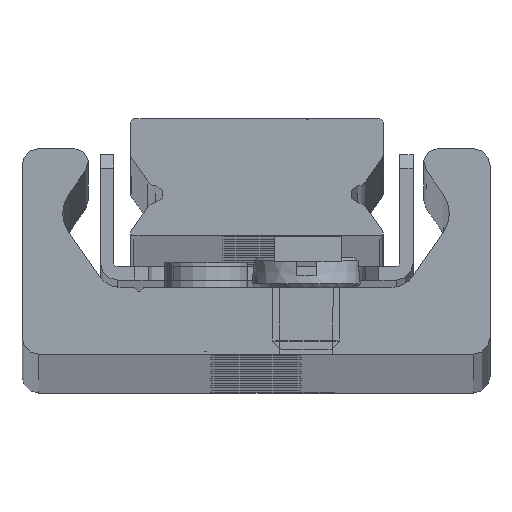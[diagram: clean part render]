
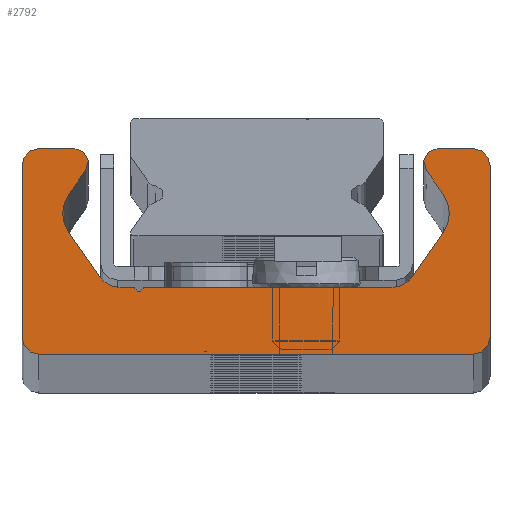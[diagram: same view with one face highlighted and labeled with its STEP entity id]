
A CAD part, top view. The second image highlights one B-rep face of the part: STEP entity #2792.
In plain terms, the highlighted planar face has unit normal (0, 0, 1).
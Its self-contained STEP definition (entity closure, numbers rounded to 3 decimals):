
#1838=CARTESIAN_POINT('',(7.0,0.0,1330.0));
#1839=VERTEX_POINT('',#1838);
#1840=CARTESIAN_POINT('',(6.,1.0,1330.0));
#1841=VERTEX_POINT('',#1840);
#1842=CARTESIAN_POINT('',(7.0,1.0,1330.0));
#1843=DIRECTION('',(0.0,0.0,-1.0));
#1844=DIRECTION('',(-1.0,0.0,0.0));
#1845=AXIS2_PLACEMENT_3D('',#1842,#1843,#1844);
#1846=CIRCLE('',#1845,1.0);
#1847=EDGE_CURVE('',#1839,#1841,#1846,.T.);
#1880=CARTESIAN_POINT('',(6.,11.3,1330.0));
#1881=VERTEX_POINT('',#1880);
#1882=CARTESIAN_POINT('',(6.,1.0,1330.0));
#1883=DIRECTION('',(0.0,1.0,0.0));
#1884=VECTOR('',#1883,10.3);
#1885=LINE('',#1882,#1884);
#1886=EDGE_CURVE('',#1841,#1881,#1885,.T.);
#1911=CARTESIAN_POINT('',(7.0,12.3,1330.0));
#1912=VERTEX_POINT('',#1911);
#1913=CARTESIAN_POINT('',(7.0,11.3,1330.0));
#1914=DIRECTION('',(0.0,0.0,-1.0));
#1915=DIRECTION('',(0.0,1.0,0.0));
#1916=AXIS2_PLACEMENT_3D('',#1913,#1914,#1915);
#1917=CIRCLE('',#1916,1.);
#1918=EDGE_CURVE('',#1881,#1912,#1917,.T.);
#1944=CARTESIAN_POINT('',(9.17,12.3,1330.0));
#1945=VERTEX_POINT('',#1944);
#1946=CARTESIAN_POINT('',(7.0,12.3,1330.0));
#1947=DIRECTION('',(1.0,0.0,0.0));
#1948=VECTOR('',#1947,2.17);
#1949=LINE('',#1946,#1948);
#1950=EDGE_CURVE('',#1912,#1945,#1949,.T.);
#1975=CARTESIAN_POINT('',(9.826,11.041,1330.0));
#1976=VERTEX_POINT('',#1975);
#1977=CARTESIAN_POINT('',(9.17,11.5,1330.0));
#1978=DIRECTION('',(0.0,0.0,-1.0));
#1979=DIRECTION('',(0.819,-0.574,0.0));
#1980=AXIS2_PLACEMENT_3D('',#1977,#1978,#1979);
#1981=CIRCLE('',#1980,0.8);
#1982=EDGE_CURVE('',#1945,#1976,#1981,.T.);
#2008=CARTESIAN_POINT('',(8.794,9.567,1330.0));
#2009=VERTEX_POINT('',#2008);
#2010=CARTESIAN_POINT('',(9.826,11.041,1330.0));
#2011=DIRECTION('',(-0.574,-0.819,0.0));
#2012=VECTOR('',#2011,1.799);
#2013=LINE('',#2010,#2012);
#2014=EDGE_CURVE('',#1976,#2009,#2013,.T.);
#2039=CARTESIAN_POINT('',(8.794,7.273,1330.0));
#2040=VERTEX_POINT('',#2039);
#2041=CARTESIAN_POINT('',(10.432,8.42,1330.0));
#2042=DIRECTION('',(0.0,0.0,1.0));
#2043=DIRECTION('',(0.819,-0.574,0.0));
#2044=AXIS2_PLACEMENT_3D('',#2041,#2042,#2043);
#2045=CIRCLE('',#2044,2.0);
#2046=EDGE_CURVE('',#2009,#2040,#2045,.T.);
#2072=CARTESIAN_POINT('',(10.637,4.64,1330.0));
#2073=VERTEX_POINT('',#2072);
#2074=CARTESIAN_POINT('',(8.794,7.273,1330.0));
#2075=DIRECTION('',(0.574,-0.819,0.0));
#2076=VECTOR('',#2075,3.215);
#2077=LINE('',#2074,#2076);
#2078=EDGE_CURVE('',#2040,#2073,#2077,.T.);
#2103=CARTESIAN_POINT('',(11.866,4.0,1330.0));
#2104=VERTEX_POINT('',#2103);
#2105=CARTESIAN_POINT('',(11.866,5.5,1330.0));
#2106=DIRECTION('',(0.0,0.0,1.0));
#2107=DIRECTION('',(0.819,0.574,0.0));
#2108=AXIS2_PLACEMENT_3D('',#2105,#2106,#2107);
#2109=CIRCLE('',#2108,1.5);
#2110=EDGE_CURVE('',#2073,#2104,#2109,.T.);
#2136=CARTESIAN_POINT('',(12.665,4.0,1330.0));
#2137=VERTEX_POINT('',#2136);
#2138=CARTESIAN_POINT('',(11.866,4.0,1330.0));
#2139=DIRECTION('',(1.0,0.0,0.0));
#2140=VECTOR('',#2139,0.798);
#2141=LINE('',#2138,#2140);
#2142=EDGE_CURVE('',#2104,#2137,#2141,.T.);
#2167=CARTESIAN_POINT('',(12.76,3.929,1330.0));
#2168=VERTEX_POINT('',#2167);
#2169=CARTESIAN_POINT('',(12.665,3.9,1330.0));
#2170=DIRECTION('',(0.0,0.0,-1.0));
#2171=DIRECTION('',(0.958,0.286,0.0));
#2172=AXIS2_PLACEMENT_3D('',#2169,#2170,#2171);
#2173=CIRCLE('',#2172,0.1);
#2174=EDGE_CURVE('',#2137,#2168,#2173,.T.);
#2200=CARTESIAN_POINT('',(13.24,3.929,1330.0));
#2201=VERTEX_POINT('',#2200);
#2202=CARTESIAN_POINT('',(13.,4.0,1330.0));
#2203=DIRECTION('',(0.0,0.0,1.));
#2204=DIRECTION('',(0.958,0.286,0.0));
#2205=AXIS2_PLACEMENT_3D('',#2202,#2203,#2204);
#2206=CIRCLE('',#2205,0.25);
#2207=EDGE_CURVE('',#2168,#2201,#2206,.T.);
#2233=CARTESIAN_POINT('',(13.335,4.0,1330.0));
#2234=VERTEX_POINT('',#2233);
#2235=CARTESIAN_POINT('',(13.335,3.9,1330.0));
#2236=DIRECTION('',(0.0,0.0,-1.0));
#2237=DIRECTION('',(0.0,1.0,0.0));
#2238=AXIS2_PLACEMENT_3D('',#2235,#2236,#2237);
#2239=CIRCLE('',#2238,0.1);
#2240=EDGE_CURVE('',#2201,#2234,#2239,.T.);
#2266=CARTESIAN_POINT('',(28.134,4.,1330.0));
#2267=VERTEX_POINT('',#2266);
#2268=CARTESIAN_POINT('',(13.335,4.0,1330.0));
#2269=DIRECTION('',(1.0,0.0,0.0));
#2270=VECTOR('',#2269,14.798);
#2271=LINE('',#2268,#2270);
#2272=EDGE_CURVE('',#2234,#2267,#2271,.T.);
#2360=CARTESIAN_POINT('',(29.363,4.64,1330.0));
#2361=VERTEX_POINT('',#2360);
#2362=CARTESIAN_POINT('',(28.134,5.5,1330.0));
#2363=DIRECTION('',(0.0,0.0,1.0));
#2364=DIRECTION('',(0.0,1.0,0.0));
#2365=AXIS2_PLACEMENT_3D('',#2362,#2363,#2364);
#2366=CIRCLE('',#2365,1.5);
#2367=EDGE_CURVE('',#2267,#2361,#2366,.T.);
#2393=CARTESIAN_POINT('',(31.206,7.273,1330.0));
#2394=VERTEX_POINT('',#2393);
#2395=CARTESIAN_POINT('',(29.363,4.64,1330.0));
#2396=DIRECTION('',(0.574,0.819,0.0));
#2397=VECTOR('',#2396,3.215);
#2398=LINE('',#2395,#2397);
#2399=EDGE_CURVE('',#2361,#2394,#2398,.T.);
#2424=CARTESIAN_POINT('',(31.206,9.567,1330.0));
#2425=VERTEX_POINT('',#2424);
#2426=CARTESIAN_POINT('',(29.568,8.42,1330.0));
#2427=DIRECTION('',(0.0,0.0,1.));
#2428=DIRECTION('',(-0.819,0.574,0.0));
#2429=AXIS2_PLACEMENT_3D('',#2426,#2427,#2428);
#2430=CIRCLE('',#2429,2.0);
#2431=EDGE_CURVE('',#2394,#2425,#2430,.T.);
#2457=CARTESIAN_POINT('',(30.174,11.041,1330.0));
#2458=VERTEX_POINT('',#2457);
#2459=CARTESIAN_POINT('',(31.206,9.567,1330.0));
#2460=DIRECTION('',(-0.574,0.819,0.0));
#2461=VECTOR('',#2460,1.799);
#2462=LINE('',#2459,#2461);
#2463=EDGE_CURVE('',#2425,#2458,#2462,.T.);
#2488=CARTESIAN_POINT('',(30.83,12.3,1330.0));
#2489=VERTEX_POINT('',#2488);
#2490=CARTESIAN_POINT('',(30.83,11.5,1330.0));
#2491=DIRECTION('',(0.0,0.0,-1.0));
#2492=DIRECTION('',(0.0,1.0,0.0));
#2493=AXIS2_PLACEMENT_3D('',#2490,#2491,#2492);
#2494=CIRCLE('',#2493,0.8);
#2495=EDGE_CURVE('',#2458,#2489,#2494,.T.);
#2521=CARTESIAN_POINT('',(33.0,12.3,1330.0));
#2522=VERTEX_POINT('',#2521);
#2523=CARTESIAN_POINT('',(30.83,12.3,1330.0));
#2524=DIRECTION('',(1.0,0.0,0.0));
#2525=VECTOR('',#2524,2.17);
#2526=LINE('',#2523,#2525);
#2527=EDGE_CURVE('',#2489,#2522,#2526,.T.);
#2552=CARTESIAN_POINT('',(34.0,11.3,1330.0));
#2553=VERTEX_POINT('',#2552);
#2554=CARTESIAN_POINT('',(33.0,11.3,1330.0));
#2555=DIRECTION('',(0.0,0.0,-1.0));
#2556=DIRECTION('',(1.0,0.0,0.0));
#2557=AXIS2_PLACEMENT_3D('',#2554,#2555,#2556);
#2558=CIRCLE('',#2557,1.);
#2559=EDGE_CURVE('',#2522,#2553,#2558,.T.);
#2585=CARTESIAN_POINT('',(34.0,1.0,1330.0));
#2586=VERTEX_POINT('',#2585);
#2587=CARTESIAN_POINT('',(34.0,11.3,1330.0));
#2588=DIRECTION('',(0.0,-1.0,0.0));
#2589=VECTOR('',#2588,10.3);
#2590=LINE('',#2587,#2589);
#2591=EDGE_CURVE('',#2553,#2586,#2590,.T.);
#2616=CARTESIAN_POINT('',(33.0,0.0,1330.0));
#2617=VERTEX_POINT('',#2616);
#2618=CARTESIAN_POINT('',(33.0,1.0,1330.0));
#2619=DIRECTION('',(0.0,0.0,-1.0));
#2620=DIRECTION('',(0.0,-1.0,0.0));
#2621=AXIS2_PLACEMENT_3D('',#2618,#2619,#2620);
#2622=CIRCLE('',#2621,1.0);
#2623=EDGE_CURVE('',#2586,#2617,#2622,.T.);
#2649=CARTESIAN_POINT('',(33.0,0.0,1330.0));
#2650=DIRECTION('',(-1.0,0.0,0.0));
#2651=VECTOR('',#2650,26.0);
#2652=LINE('',#2649,#2651);
#2653=EDGE_CURVE('',#2617,#1839,#2652,.T.);
#2761=CARTESIAN_POINT('',(19.983,4.783,1330.0));
#2762=DIRECTION('',(0.0,0.0,1.0));
#2763=DIRECTION('',(1.0,0.0,0.0));
#2764=AXIS2_PLACEMENT_3D('',#2761,#2762,#2763);
#2765=PLANE('',#2764);
#2766=ORIENTED_EDGE('',*,*,#1847,.F.);
#2767=ORIENTED_EDGE('',*,*,#2653,.F.);
#2768=ORIENTED_EDGE('',*,*,#2623,.F.);
#2769=ORIENTED_EDGE('',*,*,#2591,.F.);
#2770=ORIENTED_EDGE('',*,*,#2559,.F.);
#2771=ORIENTED_EDGE('',*,*,#2527,.F.);
#2772=ORIENTED_EDGE('',*,*,#2495,.F.);
#2773=ORIENTED_EDGE('',*,*,#2463,.F.);
#2774=ORIENTED_EDGE('',*,*,#2431,.F.);
#2775=ORIENTED_EDGE('',*,*,#2399,.F.);
#2776=ORIENTED_EDGE('',*,*,#2367,.F.);
#2777=ORIENTED_EDGE('',*,*,#2272,.F.);
#2778=ORIENTED_EDGE('',*,*,#2240,.F.);
#2779=ORIENTED_EDGE('',*,*,#2207,.F.);
#2780=ORIENTED_EDGE('',*,*,#2174,.F.);
#2781=ORIENTED_EDGE('',*,*,#2142,.F.);
#2782=ORIENTED_EDGE('',*,*,#2110,.F.);
#2783=ORIENTED_EDGE('',*,*,#2078,.F.);
#2784=ORIENTED_EDGE('',*,*,#2046,.F.);
#2785=ORIENTED_EDGE('',*,*,#2014,.F.);
#2786=ORIENTED_EDGE('',*,*,#1982,.F.);
#2787=ORIENTED_EDGE('',*,*,#1950,.F.);
#2788=ORIENTED_EDGE('',*,*,#1918,.F.);
#2789=ORIENTED_EDGE('',*,*,#1886,.F.);
#2790=EDGE_LOOP('',(#2766,#2767,#2768,#2769,#2770,#2771,#2772,#2773,#2774,#2775,#2776,#2777,#2778,#2779,#2780,#2781,#2782,#2783,#2784,#2785,#2786,#2787,#2788,#2789));
#2791=FACE_OUTER_BOUND('',#2790,.T.);
#2792=ADVANCED_FACE('',(#2791),#2765,.T.);
